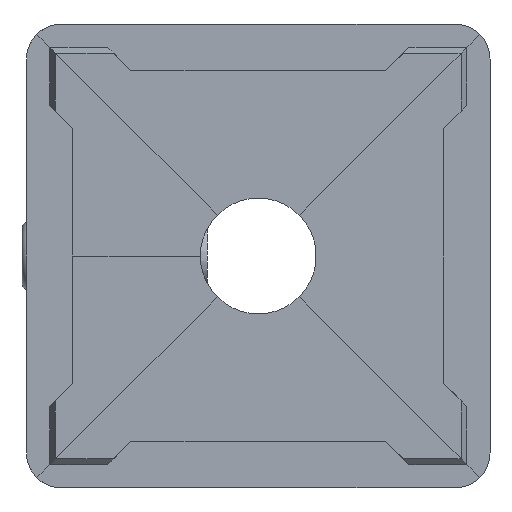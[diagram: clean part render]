
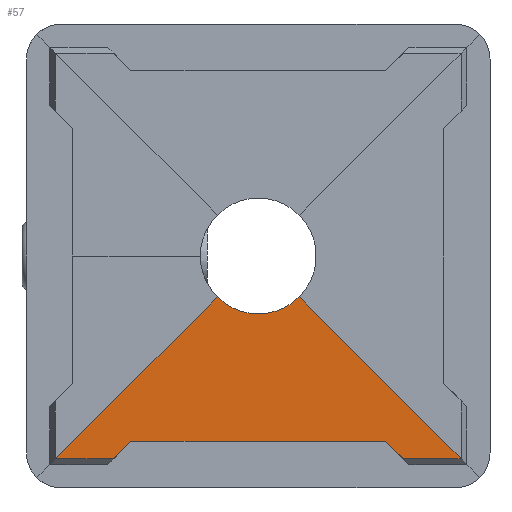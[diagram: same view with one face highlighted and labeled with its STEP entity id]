
A CAD part, front view. The second image highlights one B-rep face of the part: STEP entity #57.
In plain terms, the highlighted planar face has unit normal (0, -1, 0).
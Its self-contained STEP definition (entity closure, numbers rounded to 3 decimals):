
#38 = AXIS2_PLACEMENT_3D ( 'NONE', #1582, #856, #1896 ) ;
#57 = ADVANCED_FACE ( 'NONE', ( #1908 ), #3772, .F. ) ;
#158 = ORIENTED_EDGE ( 'NONE', *, *, #1721, .T. ) ;
#181 = AXIS2_PLACEMENT_3D ( 'NONE', #1964, #494, #441 ) ;
#323 = EDGE_CURVE ( 'NONE', #1755, #2043, #372, .T. ) ;
#372 = LINE ( 'NONE', #1101, #4241 ) ;
#441 = DIRECTION ( 'NONE',  ( 0., 0., 1. ) ) ;
#468 = CARTESIAN_POINT ( 'NONE',  ( 17.5, 0., -17.5 ) ) ;
#494 = DIRECTION ( 'NONE',  ( 0., 1., 0. ) ) ;
#519 = ORIENTED_EDGE ( 'NONE', *, *, #891, .F. ) ;
#587 = LINE ( 'NONE', #2443, #3512 ) ;
#607 = CARTESIAN_POINT ( 'NONE',  ( 3.536, 0., -3.536 ) ) ;
#651 = VERTEX_POINT ( 'NONE', #4371 ) ;
#703 = EDGE_CURVE ( 'NONE', #2868, #3298, #1758, .T. ) ;
#856 = DIRECTION ( 'NONE',  ( 0., 1., 0. ) ) ;
#858 = ORIENTED_EDGE ( 'NONE', *, *, #2592, .F. ) ;
#863 = LINE ( 'NONE', #3413, #2863 ) ;
#891 = EDGE_CURVE ( 'NONE', #1817, #2868, #2436, .T. ) ;
#928 = ORIENTED_EDGE ( 'NONE', *, *, #703, .F. ) ;
#987 = DIRECTION ( 'NONE',  ( 0., 0., 1. ) ) ;
#1021 = CIRCLE ( 'NONE', #1096, 5. ) ;
#1096 = AXIS2_PLACEMENT_3D ( 'NONE', #3962, #4276, #987 ) ;
#1101 = CARTESIAN_POINT ( 'NONE',  ( -20.35, 0., -17.5 ) ) ;
#1173 = VERTEX_POINT ( 'NONE', #468 ) ;
#1223 = EDGE_CURVE ( 'NONE', #3298, #2043, #4532, .T. ) ;
#1245 = CARTESIAN_POINT ( 'NONE',  ( -11., 0., -16. ) ) ;
#1274 = EDGE_CURVE ( 'NONE', #4049, #3213, #1021, .T. ) ;
#1401 = EDGE_CURVE ( 'NONE', #651, #1755, #863, .T. ) ;
#1582 = CARTESIAN_POINT ( 'NONE',  ( 0., 0., 0. ) ) ;
#1719 = CIRCLE ( 'NONE', #38, 5. ) ;
#1721 = EDGE_CURVE ( 'NONE', #3213, #651, #1719, .T. ) ;
#1755 = VERTEX_POINT ( 'NONE', #2657 ) ;
#1758 = LINE ( 'NONE', #3612, #2327 ) ;
#1817 = VERTEX_POINT ( 'NONE', #1922 ) ;
#1865 = ORIENTED_EDGE ( 'NONE', *, *, #323, .T. ) ;
#1896 = DIRECTION ( 'NONE',  ( 0., 0., 1. ) ) ;
#1908 = FACE_OUTER_BOUND ( 'NONE', #3524, .T. ) ;
#1922 = CARTESIAN_POINT ( 'NONE',  ( 12.5, 0., -17.5 ) ) ;
#1964 = CARTESIAN_POINT ( 'NONE',  ( -20.35, 0., 0. ) ) ;
#1978 = ORIENTED_EDGE ( 'NONE', *, *, #1223, .F. ) ;
#1979 = CARTESIAN_POINT ( 'NONE',  ( -20.35, 0., -17.5 ) ) ;
#1983 = DIRECTION ( 'NONE',  ( -0.707, 0., -0.707 ) ) ;
#2002 = DIRECTION ( 'NONE',  ( 0.707, 0., -0.707 ) ) ;
#2043 = VERTEX_POINT ( 'NONE', #2507 ) ;
#2079 = DIRECTION ( 'NONE',  ( 1., 0., 0. ) ) ;
#2129 = CARTESIAN_POINT ( 'NONE',  ( -11., 0., -16. ) ) ;
#2221 = VECTOR ( 'NONE', #2079, 1000. ) ;
#2319 = VECTOR ( 'NONE', #4560, 1000. ) ;
#2327 = VECTOR ( 'NONE', #3265, 1000. ) ;
#2436 = LINE ( 'NONE', #3466, #4323 ) ;
#2443 = CARTESIAN_POINT ( 'NONE',  ( -10.175, 0., 10.175 ) ) ;
#2507 = CARTESIAN_POINT ( 'NONE',  ( -12.5, 0., -17.5 ) ) ;
#2592 = EDGE_CURVE ( 'NONE', #4049, #1173, #587, .T. ) ;
#2657 = CARTESIAN_POINT ( 'NONE',  ( -17.5, 0., -17.5 ) ) ;
#2863 = VECTOR ( 'NONE', #1983, 1000. ) ;
#2864 = ORIENTED_EDGE ( 'NONE', *, *, #1274, .T. ) ;
#2868 = VERTEX_POINT ( 'NONE', #3297 ) ;
#3206 = CARTESIAN_POINT ( 'NONE',  ( 0., 0., -5. ) ) ;
#3213 = VERTEX_POINT ( 'NONE', #3206 ) ;
#3265 = DIRECTION ( 'NONE',  ( -1., 0., 0. ) ) ;
#3277 = ORIENTED_EDGE ( 'NONE', *, *, #3580, .T. ) ;
#3297 = CARTESIAN_POINT ( 'NONE',  ( 11., 0., -16. ) ) ;
#3298 = VERTEX_POINT ( 'NONE', #2129 ) ;
#3340 = DIRECTION ( 'NONE',  ( 1., 0., 0. ) ) ;
#3413 = CARTESIAN_POINT ( 'NONE',  ( -10.175, 0., -10.175 ) ) ;
#3466 = CARTESIAN_POINT ( 'NONE',  ( -12.675, 0., 7.675 ) ) ;
#3512 = VECTOR ( 'NONE', #2002, 1000. ) ;
#3524 = EDGE_LOOP ( 'NONE', ( #858, #2864, #158, #4616, #1865, #1978, #928, #519, #3277 ) ) ;
#3580 = EDGE_CURVE ( 'NONE', #1817, #1173, #3844, .T. ) ;
#3612 = CARTESIAN_POINT ( 'NONE',  ( 11., 0., -16. ) ) ;
#3772 = PLANE ( 'NONE',  #181 ) ;
#3844 = LINE ( 'NONE', #1979, #2221 ) ;
#3884 = DIRECTION ( 'NONE',  ( -0.707, 0., 0.707 ) ) ;
#3962 = CARTESIAN_POINT ( 'NONE',  ( 0., 0., 0. ) ) ;
#4049 = VERTEX_POINT ( 'NONE', #607 ) ;
#4241 = VECTOR ( 'NONE', #3340, 1000. ) ;
#4276 = DIRECTION ( 'NONE',  ( 0., 1., 0. ) ) ;
#4323 = VECTOR ( 'NONE', #3884, 1000. ) ;
#4371 = CARTESIAN_POINT ( 'NONE',  ( -3.536, 0., -3.536 ) ) ;
#4532 = LINE ( 'NONE', #1245, #2319 ) ;
#4560 = DIRECTION ( 'NONE',  ( -0.707, 0., -0.707 ) ) ;
#4616 = ORIENTED_EDGE ( 'NONE', *, *, #1401, .T. ) ;
